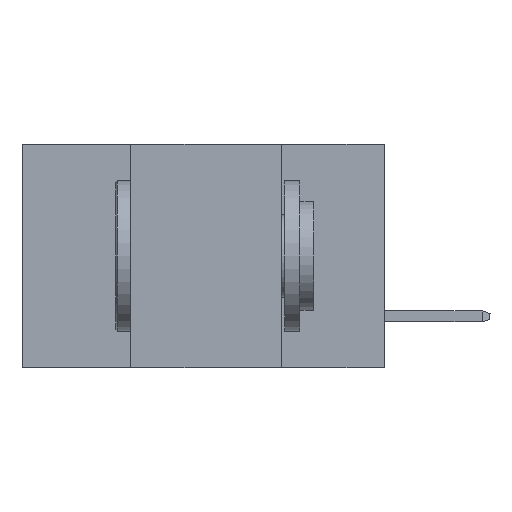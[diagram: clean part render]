
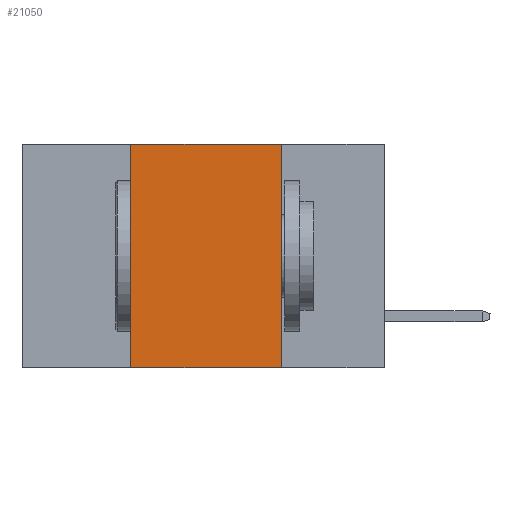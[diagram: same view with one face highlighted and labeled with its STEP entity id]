
A CAD part, left-side view. The second image highlights one B-rep face of the part: STEP entity #21050.
In plain terms, the highlighted planar face has unit normal (-1, 0, 0).
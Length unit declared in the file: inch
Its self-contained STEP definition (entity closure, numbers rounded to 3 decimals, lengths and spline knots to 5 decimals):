
#2 = DIRECTION ( 'NONE',  ( 1., 0., 0. ) ) ;
#509 = CARTESIAN_POINT ( 'NONE',  ( 0., 0.17, -0.37 ) ) ;
#525 = EDGE_LOOP ( 'NONE', ( #14119, #13849, #15733, #5160 ) ) ;
#550 = VERTEX_POINT ( 'NONE', #509 ) ;
#1333 = CARTESIAN_POINT ( 'NONE',  ( 0., 0.6, 0. ) ) ;
#2708 = DIRECTION ( 'NONE',  ( 0., -1., 0. ) ) ;
#3816 = AXIS2_PLACEMENT_3D ( 'NONE', #13579, #2, #11592 ) ;
#5160 = ORIENTED_EDGE ( 'NONE', *, *, #19516, .T. ) ;
#5678 = VERTEX_POINT ( 'NONE', #8149 ) ;
#6530 = EDGE_CURVE ( 'NONE', #18694, #5678, #7870, .T. ) ;
#6536 = VECTOR ( 'NONE', #9427, 39.37008 ) ;
#6751 = EDGE_CURVE ( 'NONE', #5678, #550, #10349, .T. ) ;
#7851 = VERTEX_POINT ( 'NONE', #21267 ) ;
#7870 = LINE ( 'NONE', #1333, #13042 ) ;
#8149 = CARTESIAN_POINT ( 'NONE',  ( 0., 0.17, 0. ) ) ;
#8262 = DIRECTION ( 'NONE',  ( 0., -1., 0. ) ) ;
#8312 = CARTESIAN_POINT ( 'NONE',  ( 0., 0.17, -0.37 ) ) ;
#8426 = CARTESIAN_POINT ( 'NONE',  ( 0., 0.42, 0. ) ) ;
#8765 = DIRECTION ( 'NONE',  ( 0., 0., -1. ) ) ;
#9427 = DIRECTION ( 'NONE',  ( 0., 0., 1. ) ) ;
#9531 = EDGE_CURVE ( 'NONE', #7851, #18694, #19849, .T. ) ;
#9559 = VECTOR ( 'NONE', #8262, 39.37008 ) ;
#9644 = CARTESIAN_POINT ( 'NONE',  ( 0., 0.42, -0.37 ) ) ;
#10349 = LINE ( 'NONE', #8312, #19842 ) ;
#11592 = DIRECTION ( 'NONE',  ( 0., 0., -1. ) ) ;
#11855 = LINE ( 'NONE', #11971, #9559 ) ;
#11971 = CARTESIAN_POINT ( 'NONE',  ( 0., 0.6, -0.37 ) ) ;
#13042 = VECTOR ( 'NONE', #2708, 39.37008 ) ;
#13579 = CARTESIAN_POINT ( 'NONE',  ( 0., 0.6, 0. ) ) ;
#13849 = ORIENTED_EDGE ( 'NONE', *, *, #6530, .F. ) ;
#14119 = ORIENTED_EDGE ( 'NONE', *, *, #6751, .F. ) ;
#15152 = FACE_OUTER_BOUND ( 'NONE', #525, .T. ) ;
#15733 = ORIENTED_EDGE ( 'NONE', *, *, #9531, .F. ) ;
#18694 = VERTEX_POINT ( 'NONE', #8426 ) ;
#18744 = PLANE ( 'NONE',  #3816 ) ;
#19516 = EDGE_CURVE ( 'NONE', #7851, #550, #11855, .T. ) ;
#19842 = VECTOR ( 'NONE', #8765, 39.37008 ) ;
#19849 = LINE ( 'NONE', #9644, #6536 ) ;
#21050 = ADVANCED_FACE ( 'NONE', ( #15152 ), #18744, .F. ) ;
#21267 = CARTESIAN_POINT ( 'NONE',  ( 0., 0.42, -0.37 ) ) ;
